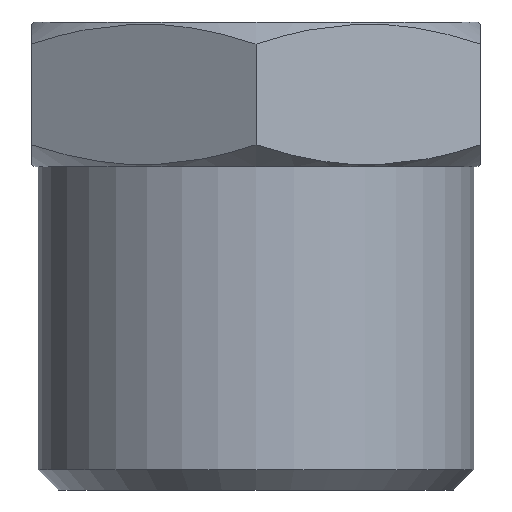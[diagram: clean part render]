
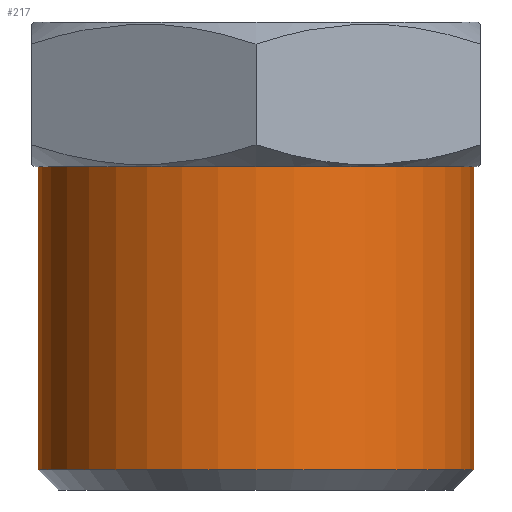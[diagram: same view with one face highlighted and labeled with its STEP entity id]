
A CAD part, left-side view. The second image highlights one B-rep face of the part: STEP entity #217.
In plain terms, the highlighted cylindrical face has radius 10.75 mm (diameter 21.5 mm), a full revolution.
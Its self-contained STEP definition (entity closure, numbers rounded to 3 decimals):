
#49=CYLINDRICAL_SURFACE('',#259,10.75);
#56=FACE_BOUND('',#90,.T.);
#68=FACE_OUTER_BOUND('',#89,.T.);
#89=EDGE_LOOP('',(#186));
#90=EDGE_LOOP('',(#187));
#104=CIRCLE('',#258,10.75);
#105=CIRCLE('',#260,10.75);
#124=VERTEX_POINT('',#394);
#125=VERTEX_POINT('',#397);
#148=EDGE_CURVE('',#124,#124,#104,.T.);
#149=EDGE_CURVE('',#125,#125,#105,.T.);
#186=ORIENTED_EDGE('',*,*,#149,.F.);
#187=ORIENTED_EDGE('',*,*,#148,.F.);
#217=ADVANCED_FACE('',(#68,#56),#49,.T.);
#258=AXIS2_PLACEMENT_3D('',#395,#302,#303);
#259=AXIS2_PLACEMENT_3D('',#396,#304,#305);
#260=AXIS2_PLACEMENT_3D('',#398,#306,#307);
#302=DIRECTION('center_axis',(0.,0.,-1.));
#303=DIRECTION('ref_axis',(1.,0.,0.));
#304=DIRECTION('center_axis',(0.,0.,-1.));
#305=DIRECTION('ref_axis',(1.,0.,0.));
#306=DIRECTION('center_axis',(0.,0.,1.));
#307=DIRECTION('ref_axis',(1.,0.,0.));
#394=CARTESIAN_POINT('',(-10.75,0.,-22.1));
#395=CARTESIAN_POINT('Origin',(0.,0.,-22.1));
#396=CARTESIAN_POINT('Origin',(0.,0.,-7.15));
#397=CARTESIAN_POINT('',(-10.75,0.,-7.15));
#398=CARTESIAN_POINT('Origin',(0.,0.,-7.15));
